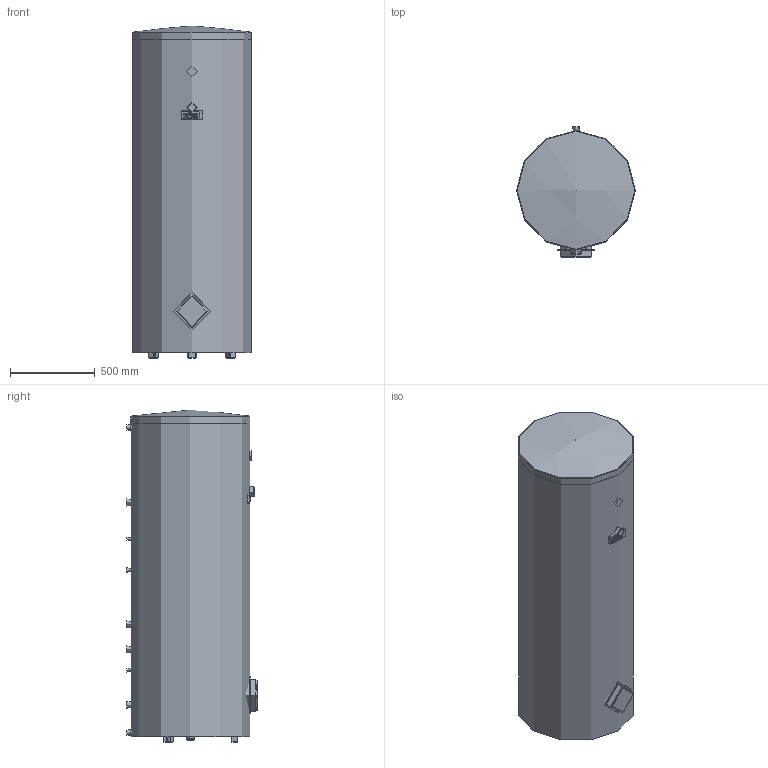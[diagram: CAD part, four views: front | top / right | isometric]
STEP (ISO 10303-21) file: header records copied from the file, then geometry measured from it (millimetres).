
FILE_DESCRIPTION(/* description */ (''),/* implementation_level */ '2;1');
FILE_NAME(/* name */ '3d_AH500_2-7772520.stp',/* time_stamp */ '2015-12-07T12:22:18+01:00',/* author */ ('Andrzej'),/* organization */ (''),/* preprocessor_version */ 'ST-DEVELOPER v15.5',/* originating_system */ 'AutoCAD Mechanical',/* authorisation */ '');
FILE_SCHEMA (('AUTOMOTIVE_DESIGN { 1 0 10303 214 3 1 1 }'));
Length unit declared in the file: millimetre
Products named in the file (1): Product
Bounding box: 703 x 768 x 1961 mm (x, y, z)
Surface area: 11247896.3 mm2
Topology: 23 solids, 23 shells, 395 faces, 1089 edges, 931 vertices
Faces by surface type: plane 188, cylinder 160, torus 25, sphere 12, cone 6, bspline 4
Full cylindrical faces by diameter (mm): 13.4 x3, 20 x3, 26.311 x2, 26.9 x1, 31 x1, 33.7 x2, 39.773 x2, 41 x2, 42.4 x4, 48.8 x2, 50 x3, 56.011 x1, 60 x2, 89.948 x2, 125 x1, 184 x1, 189 x2, 220.2 x1, 597 x3, 700 x2, 703 x1
Entity records: 12929 total; most frequent: CARTESIAN_POINT 3225, DIRECTION 2174, ORIENTED_EDGE 1650, EDGE_CURVE 825, AXIS2_PLACEMENT_3D 790, LINE 594, VECTOR 594, VERTEX_POINT 563
